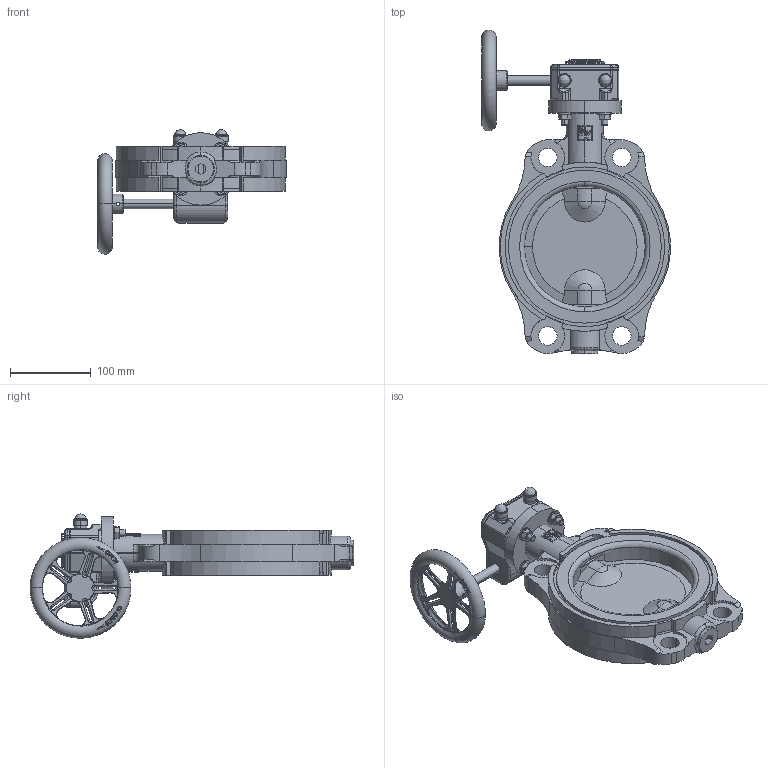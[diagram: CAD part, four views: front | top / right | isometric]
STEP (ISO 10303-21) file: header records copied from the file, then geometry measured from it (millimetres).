
FILE_DESCRIPTION (( 'STEP AP214' ), '1' );
FILE_NAME ('EVBS DN150 PN16 X20-PS125.STEP', '2016-02-04T11:11:35', ( '' ), ( '' ), 'SwSTEP 2.0', 'SolidWorks 2015', '' );
FILE_SCHEMA (( 'AUTOMOTIVE_DESIGN' ));
Length unit declared in the file: millimetre
Products named in the file (1): EVBS DN150 PN16 X20-PS125
Bounding box: 234.15 x 401.99 x 154.62 mm (x, y, z)
Volume: 1855018.1 mm3; surface area: 254727.9 mm2
Topology: 1 solids, 15 shells, 1819 faces, 4708 edges, 3001 vertices
Faces by surface type: plane 753, bspline 449, cylinder 421, cone 132, torus 60, sphere 4
Entity records: 92835 total; most frequent: CARTESIAN_POINT 31317, ORIENTED_EDGE 9372, DIRECTION 7539, EDGE_CURVE 4686, VERTEX_POINT 2999, AXIS2_PLACEMENT_3D 2667, VECTOR 2205, LINE 2205
